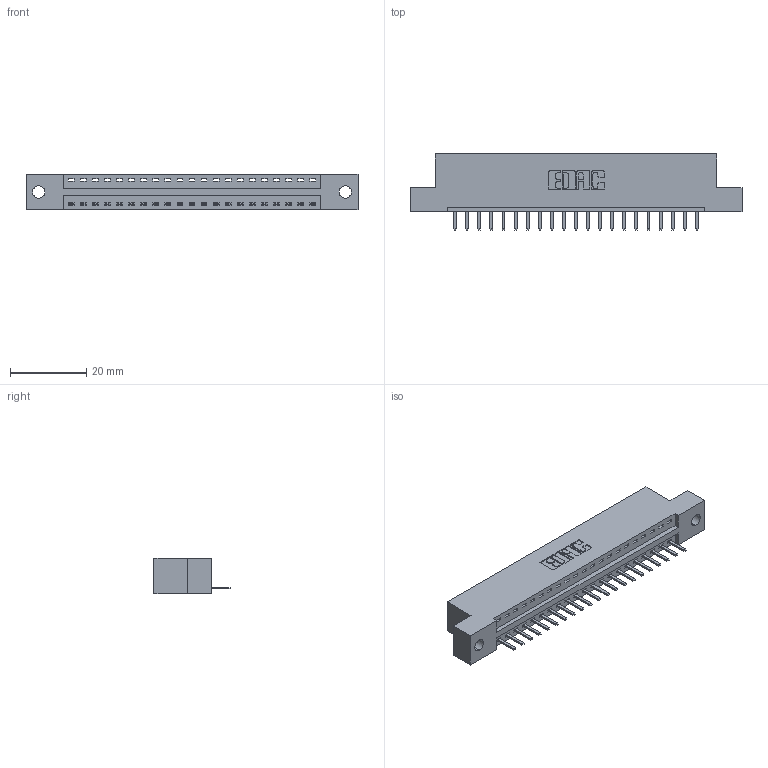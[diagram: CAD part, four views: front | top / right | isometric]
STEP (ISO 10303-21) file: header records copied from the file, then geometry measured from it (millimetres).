
FILE_DESCRIPTION (( 'STEP AP203' ), '1' );
FILE_NAME ('396-021-520-102.STEP', '2019-10-26T21:54:55', ( '' ), ( '' ), 'SwSTEP 2.0', 'SolidWorks 2016', '' );
FILE_SCHEMA (( 'CONFIG_CONTROL_DESIGN' ));
Length unit declared in the file: inch
Products named in the file (3): 345-292-001_345-293-120; 396-021-520-102; 346 Part_Flush Mounting Lugs - 0.128 Dia
Assembly tree (22 placements, depth 2):
  396-021-520-102
    346 Part_Flush Mounting Lugs - 0.128 Dia
    345-292-001_345-293-120  x21
Bounding box: 87.25 x 20.02 x 9.4 mm (x, y, z)
Volume: 8109.9 mm3; surface area: 9436.8 mm2
Topology: 22 solids, 22 shells, 1424 faces, 4193 edges, 2738 vertices
Faces by surface type: plane 958, cylinder 466
Entity records: 15977 total; most frequent: CARTESIAN_POINT 2763, ORIENTED_EDGE 2706, DIRECTION 2451, EDGE_CURVE 1353, VECTOR 1133, LINE 1133, VERTEX_POINT 898, AXIS2_PLACEMENT_3D 659
